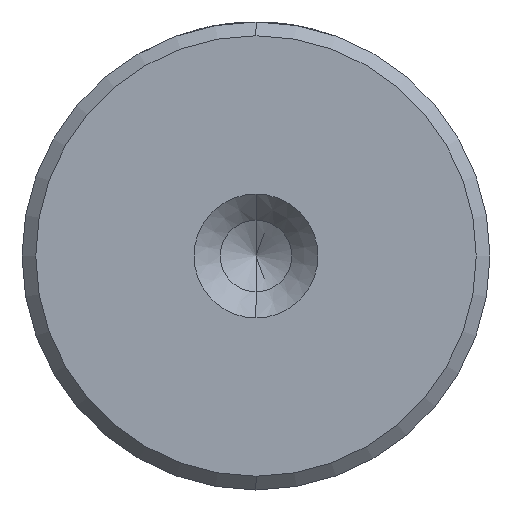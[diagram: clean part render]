
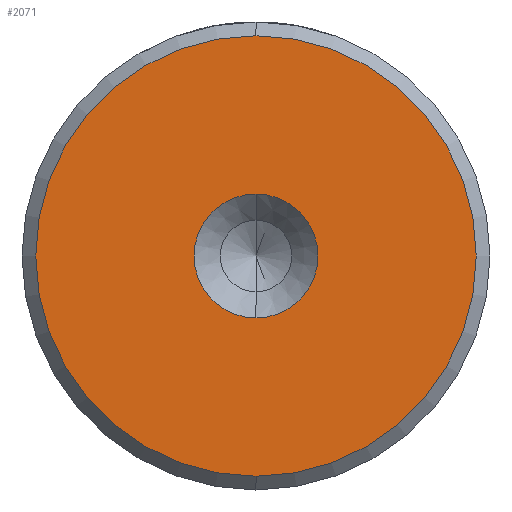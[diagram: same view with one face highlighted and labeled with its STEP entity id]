
A CAD part, left-side view. The second image highlights one B-rep face of the part: STEP entity #2071.
In plain terms, the highlighted planar face has unit normal (-1, 0, 0).
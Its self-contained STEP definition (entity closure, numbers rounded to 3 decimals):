
#69 = EDGE_CURVE ( 'NONE', #1973, #173, #1075, .T. ) ;
#84 = EDGE_LOOP ( 'NONE', ( #1190, #1670 ) ) ;
#173 = VERTEX_POINT ( 'NONE', #566 ) ;
#238 = VERTEX_POINT ( 'NONE', #1754 ) ;
#390 = EDGE_CURVE ( 'NONE', #1157, #238, #523, .T. ) ;
#452 = DIRECTION ( 'NONE',  ( 0., 0., 1. ) ) ;
#494 = CARTESIAN_POINT ( 'NONE',  ( 0., 0., 0. ) ) ;
#504 = DIRECTION ( 'NONE',  ( -1., 0., 0. ) ) ;
#523 = CIRCLE ( 'NONE', #984, 8. ) ;
#557 = DIRECTION ( 'NONE',  ( 0., 0., 1. ) ) ;
#566 = CARTESIAN_POINT ( 'NONE',  ( 0., 0., 2.25 ) ) ;
#580 = DIRECTION ( 'NONE',  ( -1., 0., 0. ) ) ;
#584 = CARTESIAN_POINT ( 'NONE',  ( 0., 0., 0. ) ) ;
#621 = FACE_BOUND ( 'NONE', #2173, .T. ) ;
#708 = ORIENTED_EDGE ( 'NONE', *, *, #1571, .F. ) ;
#768 = CARTESIAN_POINT ( 'NONE',  ( 0., 0., 0. ) ) ;
#803 = AXIS2_PLACEMENT_3D ( 'NONE', #929, #2116, #1109 ) ;
#881 = CARTESIAN_POINT ( 'NONE',  ( 0., 0., -2.25 ) ) ;
#929 = CARTESIAN_POINT ( 'NONE',  ( 0., 0., 0. ) ) ;
#950 = DIRECTION ( 'NONE',  ( 0., 0., 1. ) ) ;
#984 = AXIS2_PLACEMENT_3D ( 'NONE', #584, #580, #557 ) ;
#1000 = DIRECTION ( 'NONE',  ( -1., 0., 0. ) ) ;
#1075 = CIRCLE ( 'NONE', #1236, 2.25 ) ;
#1109 = DIRECTION ( 'NONE',  ( 0., 0., 1. ) ) ;
#1111 = PLANE ( 'NONE',  #803 ) ;
#1157 = VERTEX_POINT ( 'NONE', #1699 ) ;
#1168 = AXIS2_PLACEMENT_3D ( 'NONE', #768, #1966, #950 ) ;
#1190 = ORIENTED_EDGE ( 'NONE', *, *, #390, .T. ) ;
#1236 = AXIS2_PLACEMENT_3D ( 'NONE', #494, #504, #452 ) ;
#1268 = AXIS2_PLACEMENT_3D ( 'NONE', #2007, #1000, #2176 ) ;
#1571 = EDGE_CURVE ( 'NONE', #173, #1973, #2133, .T. ) ;
#1611 = FACE_OUTER_BOUND ( 'NONE', #84, .T. ) ;
#1670 = ORIENTED_EDGE ( 'NONE', *, *, #2151, .T. ) ;
#1699 = CARTESIAN_POINT ( 'NONE',  ( 0., 0., -8. ) ) ;
#1754 = CARTESIAN_POINT ( 'NONE',  ( 0., 0., 8. ) ) ;
#1764 = ORIENTED_EDGE ( 'NONE', *, *, #69, .F. ) ;
#1903 = CIRCLE ( 'NONE', #1168, 8. ) ;
#1966 = DIRECTION ( 'NONE',  ( -1., 0., 0. ) ) ;
#1973 = VERTEX_POINT ( 'NONE', #881 ) ;
#2007 = CARTESIAN_POINT ( 'NONE',  ( 0., 0., 0. ) ) ;
#2071 = ADVANCED_FACE ( 'NONE', ( #1611, #621 ), #1111, .T. ) ;
#2116 = DIRECTION ( 'NONE',  ( -1., 0., 0. ) ) ;
#2133 = CIRCLE ( 'NONE', #1268, 2.25 ) ;
#2151 = EDGE_CURVE ( 'NONE', #238, #1157, #1903, .T. ) ;
#2173 = EDGE_LOOP ( 'NONE', ( #708, #1764 ) ) ;
#2176 = DIRECTION ( 'NONE',  ( 0., 0., 1. ) ) ;
